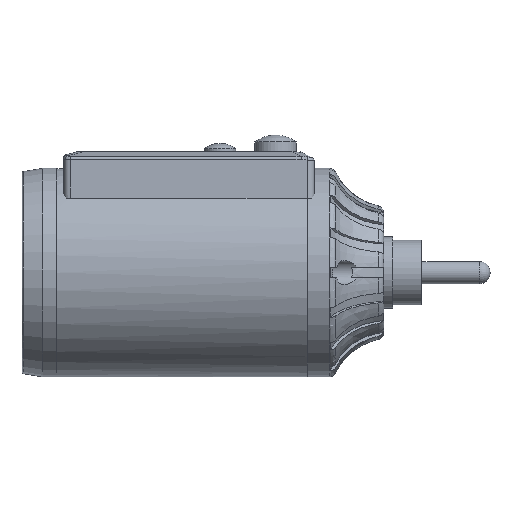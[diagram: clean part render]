
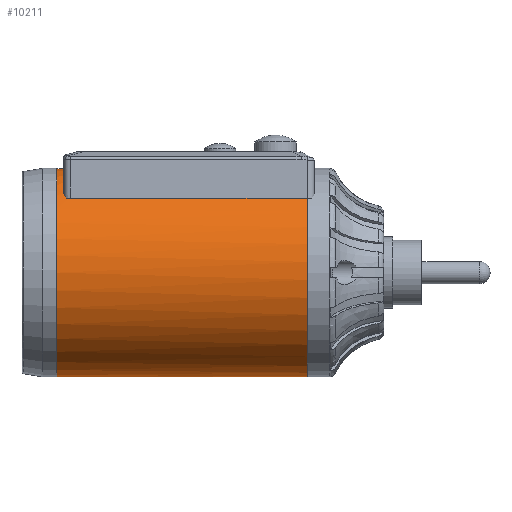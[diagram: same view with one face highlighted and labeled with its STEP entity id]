
A CAD part, left-side view. The second image highlights one B-rep face of the part: STEP entity #10211.
In plain terms, the highlighted cylindrical face has radius 15 mm (diameter 30 mm), a full revolution.
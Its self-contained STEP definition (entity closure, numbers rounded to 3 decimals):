
#491=LINE('',#14371,#946);
#492=LINE('',#14376,#947);
#946=VECTOR('',#11833,1000.);
#947=VECTOR('',#11836,1000.);
#1401=B_SPLINE_CURVE_WITH_KNOTS('',3,(#14378,#14379,#14380,#14381,#14382),
 .UNSPECIFIED.,.F.,.F.,(4,1,4),(0.,0.001,0.002),
 .UNSPECIFIED.);
#1402=B_SPLINE_CURVE_WITH_KNOTS('',3,(#14386,#14387,#14388,#14389,#14390),
 .UNSPECIFIED.,.F.,.F.,(4,1,4),(0.,0.001,0.002),
 .UNSPECIFIED.);
#1590=ORIENTED_EDGE('',*,*,#3928,.F.);
#1591=ORIENTED_EDGE('',*,*,#3929,.F.);
#1592=ORIENTED_EDGE('',*,*,#3930,.F.);
#1593=ORIENTED_EDGE('',*,*,#3931,.F.);
#1594=ORIENTED_EDGE('',*,*,#3932,.T.);
#1595=ORIENTED_EDGE('',*,*,#3933,.F.);
#1596=ORIENTED_EDGE('',*,*,#3934,.T.);
#3928=EDGE_CURVE('',#5097,#5097,#5923,.T.);
#3929=EDGE_CURVE('',#5098,#5099,#491,.T.);
#3930=EDGE_CURVE('',#5100,#5098,#5924,.F.);
#3931=EDGE_CURVE('',#5101,#5100,#492,.F.);
#3932=EDGE_CURVE('',#5101,#5102,#1401,.T.);
#3933=EDGE_CURVE('',#5103,#5102,#5925,.F.);
#3934=EDGE_CURVE('',#5103,#5099,#1402,.T.);
#5097=VERTEX_POINT('',#14370);
#5098=VERTEX_POINT('',#14372);
#5099=VERTEX_POINT('',#14373);
#5100=VERTEX_POINT('',#14375);
#5101=VERTEX_POINT('',#14377);
#5102=VERTEX_POINT('',#14383);
#5103=VERTEX_POINT('',#14385);
#5923=CIRCLE('',#10785,15.);
#5924=CIRCLE('',#10786,15.);
#5925=CIRCLE('',#10787,15.);
#6413=EDGE_LOOP('',(#1590));
#6414=EDGE_LOOP('',(#1591,#1592,#1593,#1594,#1595,#1596));
#7084=FACE_BOUND('',#6413,.T.);
#7085=FACE_BOUND('',#6414,.T.);
#7763=CYLINDRICAL_SURFACE('',#10784,15.);
#10211=ADVANCED_FACE('',(#7084,#7085),#7763,.T.);
#10784=AXIS2_PLACEMENT_3D('',#14368,#11829,#11830);
#10785=AXIS2_PLACEMENT_3D('',#14369,#11831,#11832);
#10786=AXIS2_PLACEMENT_3D('',#14374,#11834,#11835);
#10787=AXIS2_PLACEMENT_3D('',#14384,#11837,#11838);
#11829=DIRECTION('',(0.,1.,0.));
#11830=DIRECTION('',(0.,0.,1.));
#11831=DIRECTION('',(0.,1.,0.));
#11832=DIRECTION('',(-1.,0.,0.));
#11833=DIRECTION('',(0.,1.,0.));
#11834=DIRECTION('',(0.,1.,0.));
#11835=DIRECTION('',(0.,0.,1.));
#11836=DIRECTION('',(0.,1.,0.));
#11837=DIRECTION('',(0.,1.,0.));
#11838=DIRECTION('',(0.,0.,1.));
#14368=CARTESIAN_POINT('',(0.,-22.5,0.));
#14369=CARTESIAN_POINT('',(0.,20.5,0.));
#14370=CARTESIAN_POINT('',(-15.,20.5,0.));
#14371=CARTESIAN_POINT('',(9.25,-14.4,11.808));
#14372=CARTESIAN_POINT('',(9.25,-15.5,11.808));
#14373=CARTESIAN_POINT('',(9.25,18.5,11.808));
#14374=CARTESIAN_POINT('',(0.,-15.5,0.));
#14375=CARTESIAN_POINT('',(-10.5,-15.5,10.712));
#14376=CARTESIAN_POINT('',(-10.5,18.5,10.712));
#14377=CARTESIAN_POINT('',(-10.5,18.5,10.712));
#14378=CARTESIAN_POINT('',(-10.5,18.5,10.712));
#14379=CARTESIAN_POINT('',(-10.5,18.812,10.712));
#14380=CARTESIAN_POINT('',(-10.201,19.347,11.008));
#14381=CARTESIAN_POINT('',(-9.739,19.5,11.412));
#14382=CARTESIAN_POINT('',(-9.5,19.5,11.608));
#14383=CARTESIAN_POINT('',(-9.5,19.5,11.608));
#14384=CARTESIAN_POINT('',(0.,19.5,0.));
#14385=CARTESIAN_POINT('',(8.25,19.5,12.527));
#14386=CARTESIAN_POINT('',(8.25,19.5,12.527));
#14387=CARTESIAN_POINT('',(8.496,19.5,12.365));
#14388=CARTESIAN_POINT('',(8.971,19.332,12.029));
#14389=CARTESIAN_POINT('',(9.25,18.797,11.808));
#14390=CARTESIAN_POINT('',(9.25,18.5,11.808));
